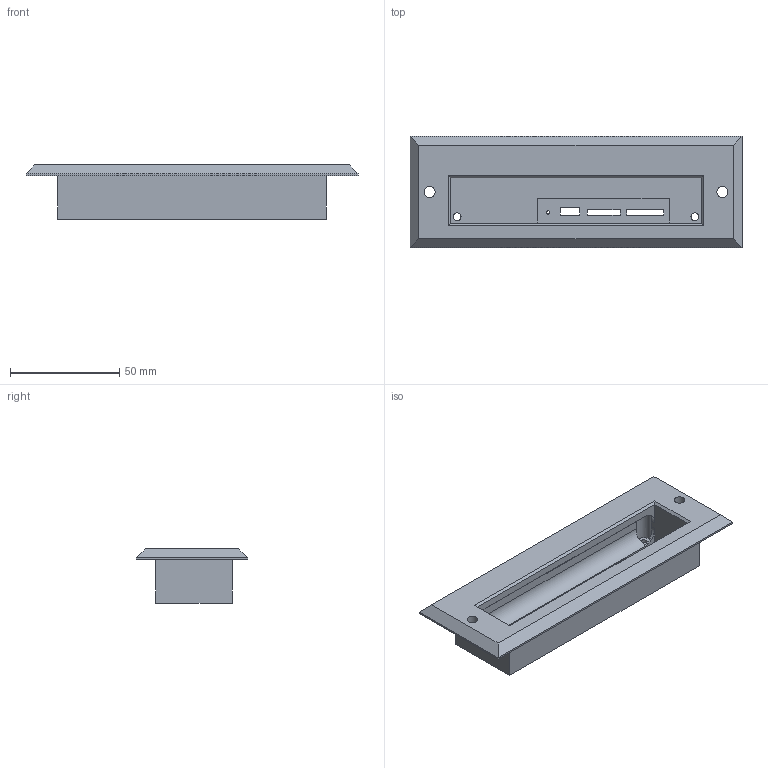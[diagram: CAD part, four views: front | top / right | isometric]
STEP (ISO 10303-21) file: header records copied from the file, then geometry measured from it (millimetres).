
FILE_DESCRIPTION(/* description */ (''),/* implementation_level */ '2;1');
FILE_NAME(/* name */ '1-slide tray end cover v3.step',/* time_stamp */ '2019-04-10T14:09:18+02:00',/* author */ ('3D-Gussner'),/* organization */ (''),/* preprocessor_version */ 'ST-DEVELOPER v18',/* originating_system */ 'Autodesk Translation Framework v8.2.0.1029',/* authorisation */ '');
FILE_SCHEMA (('AUTOMOTIVE_DESIGN { 1 0 10303 214 3 1 1 }'));
Length unit declared in the file: millimetre
Products named in the file (1): 1-slide tray end cover
Bounding box: 152 x 51 x 24.9 mm (x, y, z)
Volume: 53856.1 mm3; surface area: 30268.9 mm2
Topology: 1 solids, 1 shells, 71 faces, 184 edges, 118 vertices
Faces by surface type: plane 49, cylinder 18, bspline 4
Full cylindrical faces by diameter (mm): 1.5 x1, 3.5 x4, 5 x2, 7 x2
Entity records: 2368 total; most frequent: CARTESIAN_POINT 580, ORIENTED_EDGE 368, DIRECTION 330, EDGE_CURVE 184, LINE 130, VECTOR 130, VERTEX_POINT 118, AXIS2_PLACEMENT_3D 100
